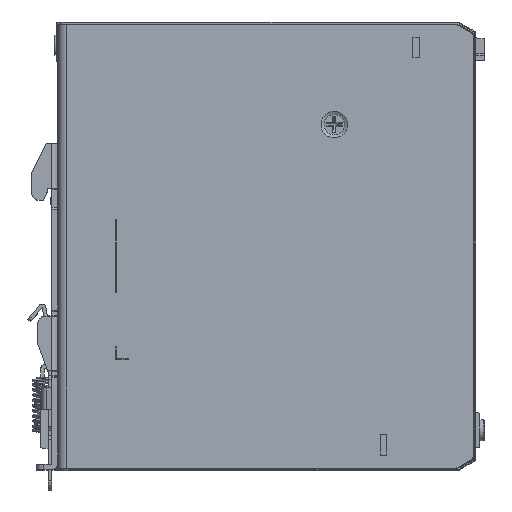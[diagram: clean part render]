
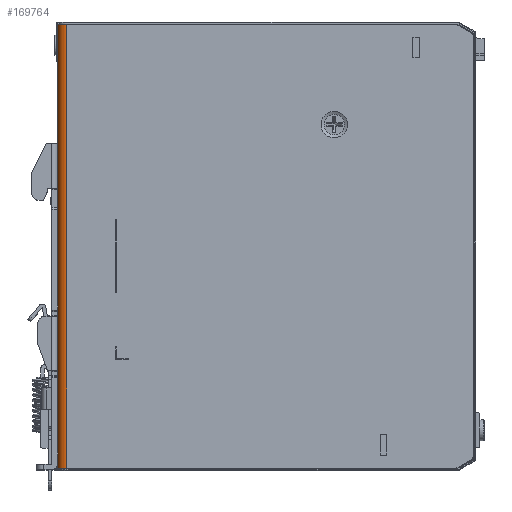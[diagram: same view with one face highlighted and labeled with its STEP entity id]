
A CAD part, top view. The second image highlights one B-rep face of the part: STEP entity #169764.
In plain terms, the highlighted cylindrical face has radius 2.5 mm (diameter 5 mm), a partial arc.
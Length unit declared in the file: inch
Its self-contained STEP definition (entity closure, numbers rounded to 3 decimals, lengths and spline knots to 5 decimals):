
#733 = CARTESIAN_POINT ( 'NONE',  ( -0.05906, 2.40551, 0.68898 ) ) ;
#5933 = DIRECTION ( 'NONE',  ( 0., -1., 0. ) ) ;
#7270 = FACE_OUTER_BOUND ( 'NONE', #72007, .T. ) ;
#8558 = EDGE_CURVE ( 'NONE', #152704, #30589, #71024, .T. ) ;
#8903 = DIRECTION ( 'NONE',  ( 0., 1., 0. ) ) ;
#30589 = VERTEX_POINT ( 'NONE', #119239 ) ;
#37301 = DIRECTION ( 'NONE',  ( 0.113, 0., 0.994 ) ) ;
#37509 = CARTESIAN_POINT ( 'NONE',  ( 0.03937, -2.40945, 0.7874 ) ) ;
#44202 = EDGE_CURVE ( 'NONE', #30589, #73027, #64048, .T. ) ;
#64048 = CIRCLE ( 'NONE', #161049, 0.09843 ) ;
#66542 = VECTOR ( 'NONE', #5933, 39.37008 ) ;
#70220 = CARTESIAN_POINT ( 'NONE',  ( -0.05906, 2.40945, 0.68898 ) ) ;
#71024 = LINE ( 'NONE', #37509, #66542 ) ;
#72007 = EDGE_LOOP ( 'NONE', ( #158264, #178989, #93073, #74952 ) ) ;
#73027 = VERTEX_POINT ( 'NONE', #144624 ) ;
#74952 = ORIENTED_EDGE ( 'NONE', *, *, #163423, .F. ) ;
#80479 = AXIS2_PLACEMENT_3D ( 'NONE', #140373, #183892, #128912 ) ;
#93073 = ORIENTED_EDGE ( 'NONE', *, *, #8558, .F. ) ;
#103862 = CYLINDRICAL_SURFACE ( 'NONE', #80479, 0.09843 ) ;
#119239 = CARTESIAN_POINT ( 'NONE',  ( 0.03937, -2.40551, 0.7874 ) ) ;
#123155 = CARTESIAN_POINT ( 'NONE',  ( 0.03937, 2.40551, 0.68898 ) ) ;
#125235 = LINE ( 'NONE', #70220, #152284 ) ;
#128912 = DIRECTION ( 'NONE',  ( 0., 0., -1. ) ) ;
#138288 = CARTESIAN_POINT ( 'NONE',  ( 0.03937, -2.40551, 0.68898 ) ) ;
#140373 = CARTESIAN_POINT ( 'NONE',  ( 0.03937, 2.40945, 0.68898 ) ) ;
#144624 = CARTESIAN_POINT ( 'NONE',  ( -0.05906, -2.40551, 0.68898 ) ) ;
#148579 = CARTESIAN_POINT ( 'NONE',  ( 0.03937, 2.40551, 0.7874 ) ) ;
#152284 = VECTOR ( 'NONE', #157446, 39.37008 ) ;
#152704 = VERTEX_POINT ( 'NONE', #148579 ) ;
#155467 = EDGE_CURVE ( 'NONE', #177097, #73027, #125235, .T. ) ;
#157446 = DIRECTION ( 'NONE',  ( 0., -1., 0. ) ) ;
#158264 = ORIENTED_EDGE ( 'NONE', *, *, #155467, .T. ) ;
#161049 = AXIS2_PLACEMENT_3D ( 'NONE', #138288, #171652, #169771 ) ;
#163423 = EDGE_CURVE ( 'NONE', #177097, #152704, #170455, .T. ) ;
#169764 = ADVANCED_FACE ( 'NONE', ( #7270 ), #103862, .T. ) ;
#169771 = DIRECTION ( 'NONE',  ( 0.107, 0., 0.994 ) ) ;
#170455 = CIRCLE ( 'NONE', #171936, 0.09843 ) ;
#171652 = DIRECTION ( 'NONE',  ( 0., -1., 0. ) ) ;
#171936 = AXIS2_PLACEMENT_3D ( 'NONE', #123155, #8903, #37301 ) ;
#177097 = VERTEX_POINT ( 'NONE', #733 ) ;
#178989 = ORIENTED_EDGE ( 'NONE', *, *, #44202, .F. ) ;
#183892 = DIRECTION ( 'NONE',  ( 0., -1., 0. ) ) ;
